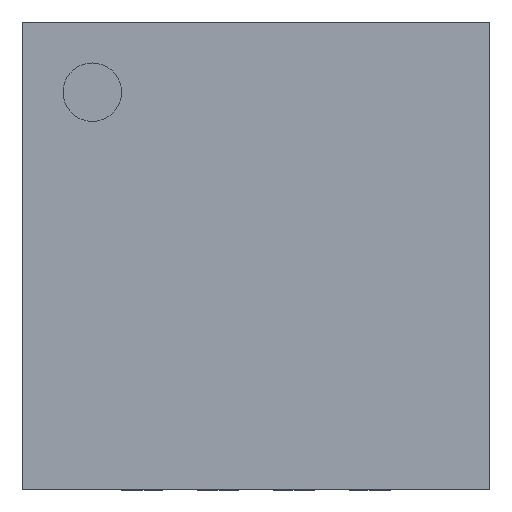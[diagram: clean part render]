
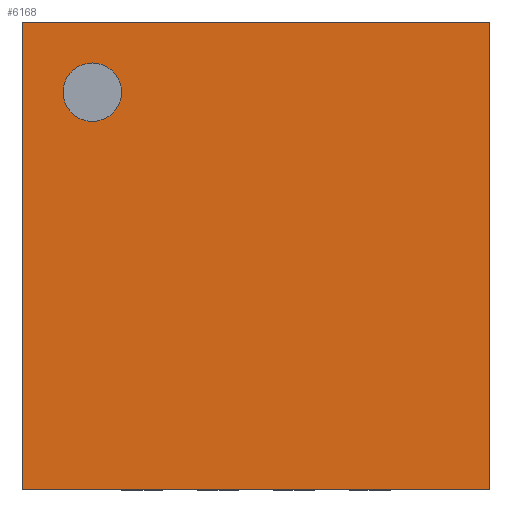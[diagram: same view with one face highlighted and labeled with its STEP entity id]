
A CAD part, top view. The second image highlights one B-rep face of the part: STEP entity #6168.
In plain terms, the highlighted planar face has unit normal (0, 0, 1).
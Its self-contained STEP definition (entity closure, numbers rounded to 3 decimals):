
#4008=CARTESIAN_POINT('',(-1.15,1.4,1.));
#4009=VERTEX_POINT('',#4008);
#4025=CARTESIAN_POINT('',(-1.65,1.4,1.));
#4026=VERTEX_POINT('',#4025);
#4033=CARTESIAN_POINT('',(-1.4,1.4,1.));
#4034=DIRECTION('',(0.0,0.0,-1.0));
#4035=DIRECTION('',(1.0,0.0,0.0));
#4036=AXIS2_PLACEMENT_3D('',#4033,#4034,#4035);
#4037=CIRCLE('',#4036,0.25);
#4038=EDGE_CURVE('',#4009,#4026,#4037,.T.);
#4049=CARTESIAN_POINT('',(-1.4,1.4,1.));
#4050=DIRECTION('',(0.0,0.0,-1.0));
#4051=DIRECTION('',(1.0,0.0,0.0));
#4052=AXIS2_PLACEMENT_3D('',#4049,#4050,#4051);
#4053=CIRCLE('',#4052,0.25);
#4054=EDGE_CURVE('',#4026,#4009,#4053,.T.);
#5910=CARTESIAN_POINT('',(-2.0,2.0,1.));
#5911=VERTEX_POINT('',#5910);
#5918=CARTESIAN_POINT('',(2.0,2.0,1.));
#5919=VERTEX_POINT('',#5918);
#5920=CARTESIAN_POINT('',(-2.0,2.0,1.));
#5921=DIRECTION('',(1.0,0.0,0.0));
#5922=VECTOR('',#5921,4.0);
#5923=LINE('',#5920,#5922);
#5924=EDGE_CURVE('',#5911,#5919,#5923,.T.);
#5985=CARTESIAN_POINT('',(2.0,-2.0,1.));
#5986=VERTEX_POINT('',#5985);
#5987=CARTESIAN_POINT('',(2.0,2.0,1.));
#5988=DIRECTION('',(0.0,-1.0,0.0));
#5989=VECTOR('',#5988,4.0);
#5990=LINE('',#5987,#5989);
#5991=EDGE_CURVE('',#5919,#5986,#5990,.T.);
#6062=CARTESIAN_POINT('',(-2.0,-2.0,1.));
#6063=VERTEX_POINT('',#6062);
#6070=CARTESIAN_POINT('',(-2.0,-2.0,1.));
#6071=DIRECTION('',(0.0,1.0,0.0));
#6072=VECTOR('',#6071,4.0);
#6073=LINE('',#6070,#6072);
#6074=EDGE_CURVE('',#6063,#5911,#6073,.T.);
#6128=CARTESIAN_POINT('',(2.0,-2.0,1.));
#6129=DIRECTION('',(-1.0,0.0,0.0));
#6130=VECTOR('',#6129,4.0);
#6131=LINE('',#6128,#6130);
#6132=EDGE_CURVE('',#5986,#6063,#6131,.T.);
#6153=CARTESIAN_POINT('',(0.,0.,1.));
#6154=DIRECTION('',(0.0,0.0,1.0));
#6155=DIRECTION('',(1.0,0.0,0.0));
#6156=AXIS2_PLACEMENT_3D('',#6153,#6154,#6155);
#6157=PLANE('',#6156);
#6158=ORIENTED_EDGE('',*,*,#5991,.F.);
#6159=ORIENTED_EDGE('',*,*,#5924,.F.);
#6160=ORIENTED_EDGE('',*,*,#6074,.F.);
#6161=ORIENTED_EDGE('',*,*,#6132,.F.);
#6162=EDGE_LOOP('',(#6158,#6159,#6160,#6161));
#6163=FACE_OUTER_BOUND('',#6162,.T.);
#6164=ORIENTED_EDGE('',*,*,#4038,.T.);
#6165=ORIENTED_EDGE('',*,*,#4054,.T.);
#6166=EDGE_LOOP('',(#6164,#6165));
#6167=FACE_BOUND('',#6166,.T.);
#6168=ADVANCED_FACE('',(#6163,#6167),#6157,.T.);
